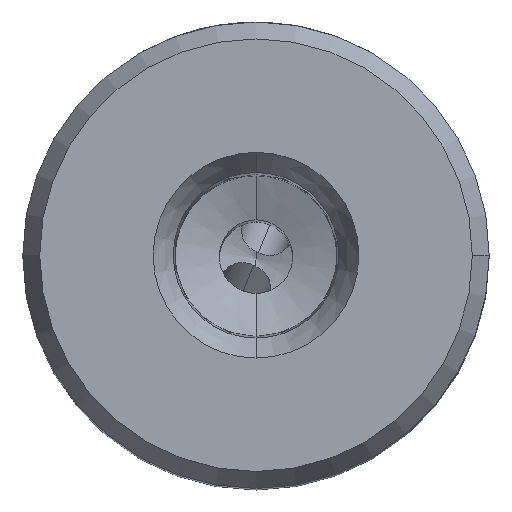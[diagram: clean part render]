
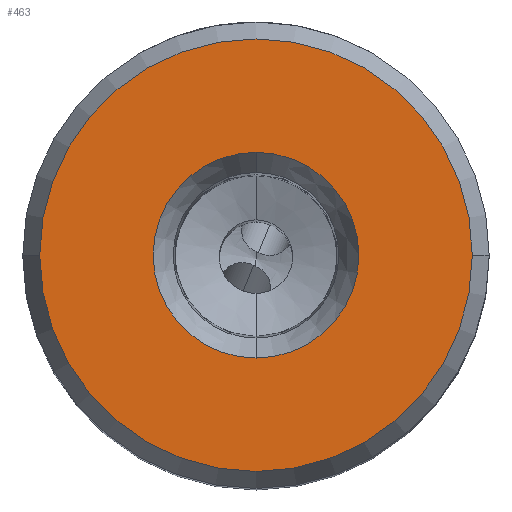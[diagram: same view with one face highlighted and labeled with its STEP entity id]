
A CAD part, top view. The second image highlights one B-rep face of the part: STEP entity #463.
In plain terms, the highlighted planar face has unit normal (0, 0, 1).
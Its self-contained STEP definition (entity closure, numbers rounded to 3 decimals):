
#46=FACE_BOUND('',#779,.T.);
#47=FACE_BOUND('',#780,.T.);
#162=PLANE('',#3051);
#195=CIRCLE('',#3045,7.);
#196=CIRCLE('',#3047,7.);
#197=CIRCLE('',#3049,14.72);
#198=CIRCLE('',#3050,14.72);
#463=ADVANCED_FACE('',(#46,#47),#162,.T.);
#779=EDGE_LOOP('',(#1096,#1097));
#780=EDGE_LOOP('',(#1098,#1099));
#1096=ORIENTED_EDGE('',*,*,#2296,.T.);
#1097=ORIENTED_EDGE('',*,*,#2297,.T.);
#1098=ORIENTED_EDGE('',*,*,#2298,.T.);
#1099=ORIENTED_EDGE('',*,*,#2299,.T.);
#1940=VERTEX_POINT('',#5674);
#1941=VERTEX_POINT('',#5676);
#1942=VERTEX_POINT('',#5682);
#1943=VERTEX_POINT('',#5683);
#2296=EDGE_CURVE('',#1940,#1941,#195,.T.);
#2297=EDGE_CURVE('',#1941,#1940,#196,.T.);
#2298=EDGE_CURVE('',#1942,#1943,#197,.T.);
#2299=EDGE_CURVE('',#1943,#1942,#198,.T.);
#3045=AXIS2_PLACEMENT_3D('',#5677,#3369,#3370);
#3047=AXIS2_PLACEMENT_3D('',#5679,#3373,#3374);
#3049=AXIS2_PLACEMENT_3D('',#5681,#3377,#3378);
#3050=AXIS2_PLACEMENT_3D('',#5684,#3379,#3380);
#3051=AXIS2_PLACEMENT_3D('',#5685,#3381,#3382);
#3369=DIRECTION('',(0.,0.,-1.));
#3370=DIRECTION('',(0.,-1.,0.));
#3373=DIRECTION('',(0.,0.,-1.));
#3374=DIRECTION('',(0.,1.,0.));
#3377=DIRECTION('',(0.,0.,1.));
#3378=DIRECTION('',(-1.,0.,0.));
#3379=DIRECTION('',(0.,0.,1.));
#3380=DIRECTION('',(1.,0.,0.));
#3381=DIRECTION('',(0.,0.,1.));
#3382=DIRECTION('',(-1.,0.,0.));
#5674=CARTESIAN_POINT('',(0.,-7.,30.2));
#5676=CARTESIAN_POINT('',(0.,7.,30.2));
#5677=CARTESIAN_POINT('',(0.,0.,30.2));
#5679=CARTESIAN_POINT('',(0.,0.,30.2));
#5681=CARTESIAN_POINT('',(0.,0.,30.2));
#5682=CARTESIAN_POINT('',(-14.72,0.,30.2));
#5683=CARTESIAN_POINT('',(14.72,0.,30.2));
#5684=CARTESIAN_POINT('',(0.,0.,30.2));
#5685=CARTESIAN_POINT('',(0.,0.,30.2));
